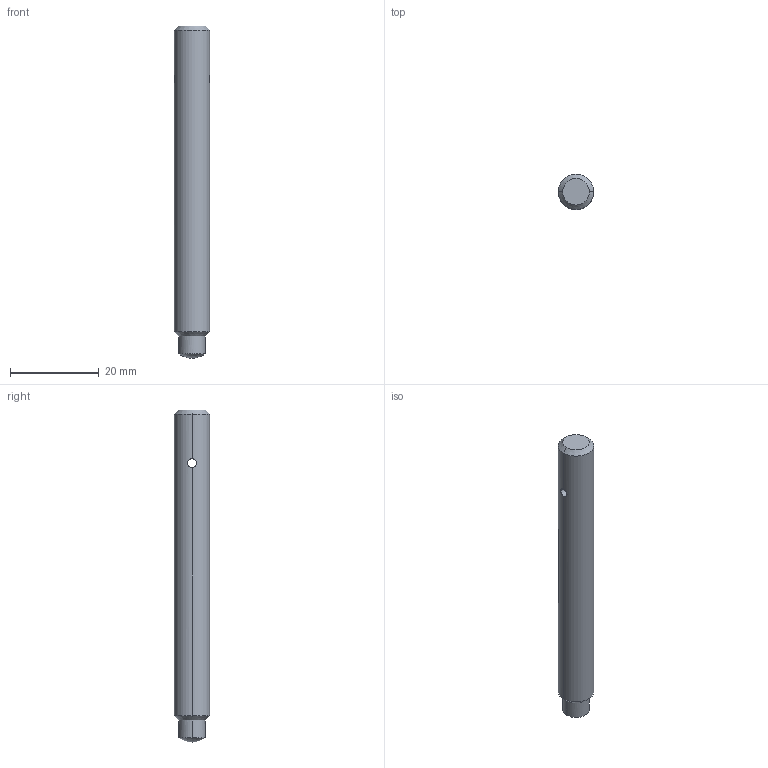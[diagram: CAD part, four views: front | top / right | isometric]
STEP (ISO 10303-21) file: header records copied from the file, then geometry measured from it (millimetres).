
FILE_DESCRIPTION(('CATIA V5 STEP Exchange'),'2;1');
FILE_NAME('surub_stringere_M8.stp','2010-10-28T13:57:17+00:00',('none'),('none'),'CATIA Version 5 Release 19 SP 2 (IN-10)','CATIA V5 STEP AP203','none');
FILE_SCHEMA(('CONFIG_CONTROL_DESIGN'));
Length unit declared in the file: millimetre
Products named in the file (1): surub_stringere_M8
Bounding box: 8 x 8 x 74.97 mm (x, y, z)
Volume: 3598.4 mm3; surface area: 1949.5 mm2
Topology: 1 solids, 1 shells, 12 faces, 30 edges, 18 vertices
Faces by surface type: cylinder 6, cone 4, sphere 1, plane 1
Entity records: 431 total; most frequent: CARTESIAN_POINT 132, ORIENTED_EDGE 60, DIRECTION 38, EDGE_CURVE 30, AXIS2_PLACEMENT_3D 18, VERTEX_POINT 18, VECTOR 12, ADVANCED_FACE 12
